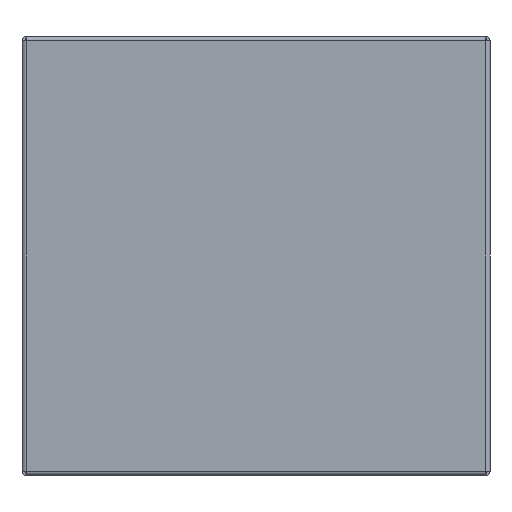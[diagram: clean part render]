
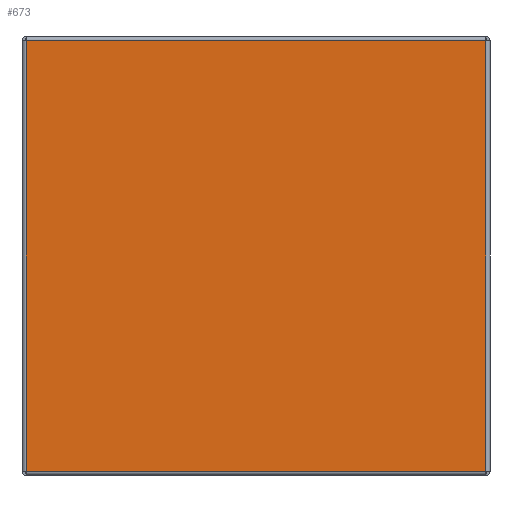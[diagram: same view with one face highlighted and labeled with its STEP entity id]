
A CAD part, front view. The second image highlights one B-rep face of the part: STEP entity #673.
In plain terms, the highlighted planar face has unit normal (0, -1, 0).
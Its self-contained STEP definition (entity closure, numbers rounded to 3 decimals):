
#673 = ADVANCED_FACE( '', ( #1456 ), #1457, .T. );
#1456 = FACE_OUTER_BOUND( '', #7346, .T. );
#1457 = PLANE( '', #7347 );
#7346 = EDGE_LOOP( '', ( #11910, #11911, #11912, #11913 ) );
#7347 = AXIS2_PLACEMENT_3D( '', #11914, #11915, #11916 );
#11910 = ORIENTED_EDGE( '', *, *, #13106, .T. );
#11911 = ORIENTED_EDGE( '', *, *, #13313, .T. );
#11912 = ORIENTED_EDGE( '', *, *, #13314, .T. );
#11913 = ORIENTED_EDGE( '', *, *, #12935, .T. );
#11914 = CARTESIAN_POINT( '', ( 0., 0., 0. ) );
#11915 = DIRECTION( '', ( 0., -1., 0. ) );
#11916 = DIRECTION( '', ( 0., 0., -1. ) );
#12935 = EDGE_CURVE( '', #13648, #13783, #13965, .T. );
#13106 = EDGE_CURVE( '', #13783, #13955, #14199, .T. );
#13313 = EDGE_CURVE( '', #13955, #14329, #14453, .T. );
#13314 = EDGE_CURVE( '', #14329, #13648, #14454, .T. );
#13648 = VERTEX_POINT( '', #15184 );
#13783 = VERTEX_POINT( '', #15484 );
#13955 = VERTEX_POINT( '', #15976 );
#13965 = LINE( '', #15990, #15991 );
#14199 = LINE( '', #16543, #16544 );
#14329 = VERTEX_POINT( '', #16907 );
#14453 = LINE( '', #17276, #17277 );
#14454 = LINE( '', #17278, #17279 );
#15184 = CARTESIAN_POINT( '', ( -199.72, 0., 187.02 ) );
#15484 = CARTESIAN_POINT( '', ( -199.72, 0., -187.02 ) );
#15976 = CARTESIAN_POINT( '', ( 199.72, 0., -187.02 ) );
#15990 = CARTESIAN_POINT( '', ( -199.72, 0., 190.5 ) );
#15991 = VECTOR( '', #17983, 1000. );
#16543 = CARTESIAN_POINT( '', ( 199.72, 0., -187.02 ) );
#16544 = VECTOR( '', #18158, 1000. );
#16907 = CARTESIAN_POINT( '', ( 199.72, 0., 187.02 ) );
#17276 = CARTESIAN_POINT( '', ( 199.72, 0., -190.5 ) );
#17277 = VECTOR( '', #18313, 1000. );
#17278 = CARTESIAN_POINT( '', ( -199.72, 0., 187.02 ) );
#17279 = VECTOR( '', #18314, 1000. );
#17983 = DIRECTION( '', ( 0., 0., -1. ) );
#18158 = DIRECTION( '', ( 1., 0., 0. ) );
#18313 = DIRECTION( '', ( 0., 0., 1. ) );
#18314 = DIRECTION( '', ( -1., 0., 0. ) );
